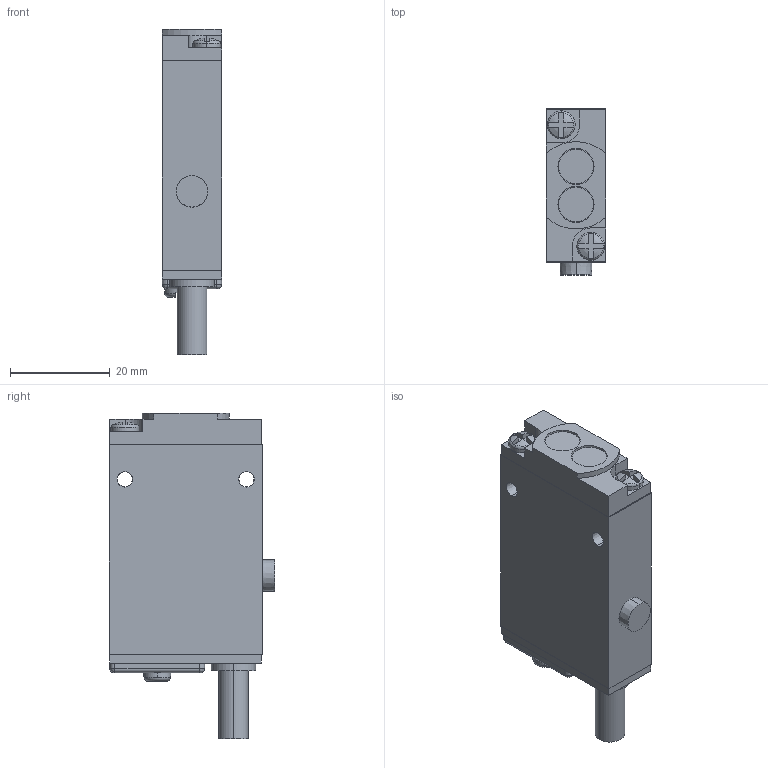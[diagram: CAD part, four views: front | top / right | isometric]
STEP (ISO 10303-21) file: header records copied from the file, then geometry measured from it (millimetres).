
FILE_DESCRIPTION((''),'2;1');
FILE_NAME('154483_SM01_ASM','2025-09-19T09:13:09',('banengservice'),('BANNER ENGINEERING'),'CREO PARAMETRIC BY PTC INC, 2022414','CREO PARAMETRIC BY PTC INC, 2022414','');
FILE_SCHEMA(('CONFIG_CONTROL_DESIGN'));
Products named in the file (3): 154483_EP01; 09460_WEB; 154483_SM01_ASM
Assembly tree (2 placements, depth 2):
  154483_SM01_ASM
    154483_EP01
    09460_WEB
Bounding box: 12.04 x 33.32 x 65.38 mm (x, y, z)
Volume: 19792.5 mm3; surface area: 6560.1 mm2
Topology: 2 solids, 2 shells, 144 faces, 352 edges, 228 vertices
Faces by surface type: plane 66, cylinder 44, cone 16, sphere 8, torus 6, bspline 4
Entity records: 4510 total; most frequent: CARTESIAN_POINT 923, DIRECTION 780, ORIENTED_EDGE 704, EDGE_CURVE 352, AXIS2_PLACEMENT_3D 303, VERTEX_POINT 228, VECTOR 174, LINE 174
